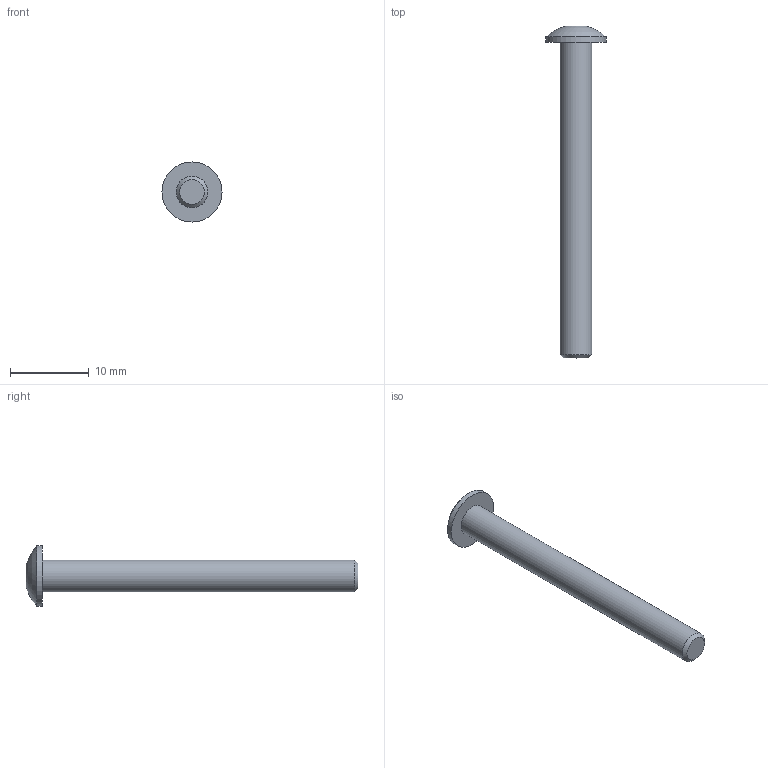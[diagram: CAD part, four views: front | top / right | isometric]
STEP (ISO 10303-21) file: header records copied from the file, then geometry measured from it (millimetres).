
FILE_DESCRIPTION( ( 'STEP AP203' ), '1' );
FILE_NAME( 'SCG-M4-L40.stp', '2024-09-10T05:19:35', ( 'License CC BY-ND 4.0' ), ( 'CADENAS' ), ' ', 'PARTsolutions', ' ' );
FILE_SCHEMA( ( 'CONFIG_CONTROL_DESIGN' ) );
Length unit declared in the file: millimetre
Products named in the file (1): _SCG-M4-L40
Bounding box: 7.6 x 42.05 x 7.6 mm (x, y, z)
Volume: 562 mm3; surface area: 623.3 mm2
Topology: 1 solids, 1 shells, 13 faces, 27 edges, 17 vertices
Faces by surface type: plane 9, cylinder 2, sphere 1, cone 1
Full cylindrical faces by diameter (mm): 4 x1, 7.6 x1
Entity records: 372 total; most frequent: DIRECTION 62, CARTESIAN_POINT 54, ORIENTED_EDGE 46, AXIS2_PLACEMENT_3D 25, EDGE_CURVE 23, EDGE_LOOP 18, VERTEX_POINT 17, FACE_OUTER_BOUND 16
